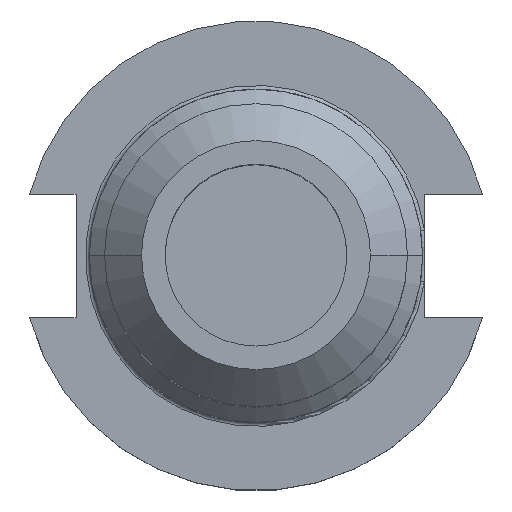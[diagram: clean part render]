
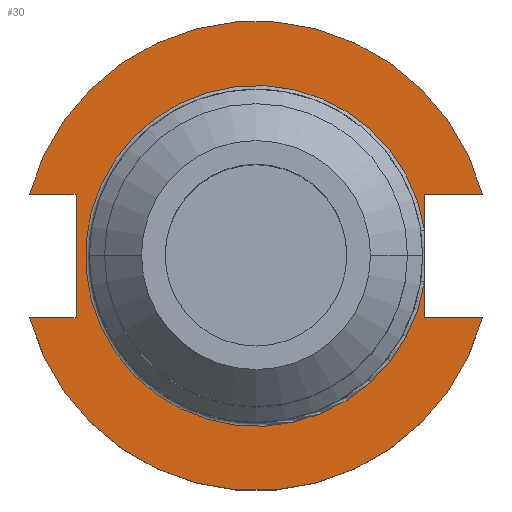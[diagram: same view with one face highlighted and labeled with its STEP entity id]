
A CAD part, top view. The second image highlights one B-rep face of the part: STEP entity #30.
In plain terms, the highlighted planar face has unit normal (0, 0, 1).
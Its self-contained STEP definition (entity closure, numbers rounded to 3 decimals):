
#23 = EDGE_CURVE ( 'NONE', #367, #475, #225, .T. ) ;
#30 = ADVANCED_FACE ( 'NONE', ( #1514 ), #860, .T. ) ;
#33 = EDGE_LOOP ( 'NONE', ( #914, #930, #505, #1672, #1447, #1294, #1565, #1130, #1272, #1323 ) ) ;
#42 = AXIS2_PLACEMENT_3D ( 'NONE', #651, #1079, #1618 ) ;
#65 = CARTESIAN_POINT ( 'NONE',  ( 35.306, 12.954, 19.05 ) ) ;
#84 = CARTESIAN_POINT ( 'NONE',  ( -63.719, 12.954, 19.05 ) ) ;
#97 = EDGE_CURVE ( 'NONE', #1280, #1562, #1122, .T. ) ;
#98 = CARTESIAN_POINT ( 'NONE',  ( 35.306, -12.954, 19.05 ) ) ;
#137 = VECTOR ( 'NONE', #726, 1000. ) ;
#193 = CIRCLE ( 'NONE', #1313, 49.212 ) ;
#225 = LINE ( 'NONE', #779, #137 ) ;
#244 = CARTESIAN_POINT ( 'NONE',  ( 35.306, -12.954, 19.05 ) ) ;
#256 = CIRCLE ( 'NONE', #42, 35.725 ) ;
#266 = CARTESIAN_POINT ( 'NONE',  ( 35.306, -5.455, 19.05 ) ) ;
#274 = VERTEX_POINT ( 'NONE', #1051 ) ;
#351 = DIRECTION ( 'NONE',  ( -1., 0., 0. ) ) ;
#367 = VERTEX_POINT ( 'NONE', #533 ) ;
#403 = DIRECTION ( 'NONE',  ( 1., 0., 0. ) ) ;
#406 = VERTEX_POINT ( 'NONE', #1524 ) ;
#417 = VECTOR ( 'NONE', #403, 1000. ) ;
#435 = CARTESIAN_POINT ( 'NONE',  ( 0., 0., 19.05 ) ) ;
#444 = EDGE_CURVE ( 'NONE', #274, #367, #1640, .T. ) ;
#449 = DIRECTION ( 'NONE',  ( 0., 0., 1. ) ) ;
#453 = DIRECTION ( 'NONE',  ( 1., 0., 0. ) ) ;
#462 = LINE ( 'NONE', #244, #417 ) ;
#474 = LINE ( 'NONE', #1310, #1351 ) ;
#475 = VERTEX_POINT ( 'NONE', #1361 ) ;
#505 = ORIENTED_EDGE ( 'NONE', *, *, #97, .F. ) ;
#510 = DIRECTION ( 'NONE',  ( 0., 0., 1. ) ) ;
#533 = CARTESIAN_POINT ( 'NONE',  ( -37.719, -12.954, 19.05 ) ) ;
#570 = CARTESIAN_POINT ( 'NONE',  ( -63.719, -12.954, 19.05 ) ) ;
#571 = LINE ( 'NONE', #578, #638 ) ;
#578 = CARTESIAN_POINT ( 'NONE',  ( 35.306, 12.954, 19.05 ) ) ;
#604 = EDGE_CURVE ( 'NONE', #274, #1715, #1688, .T. ) ;
#628 = CARTESIAN_POINT ( 'NONE',  ( 35.306, 12.954, 19.05 ) ) ;
#629 = CARTESIAN_POINT ( 'NONE',  ( 0., 49.212, 19.05 ) ) ;
#638 = VECTOR ( 'NONE', #971, 1000. ) ;
#651 = CARTESIAN_POINT ( 'NONE',  ( 0., 0., 19.05 ) ) ;
#695 = CARTESIAN_POINT ( 'NONE',  ( 47.477, 12.954, 19.05 ) ) ;
#714 = DIRECTION ( 'NONE',  ( 1., 0., 0. ) ) ;
#726 = DIRECTION ( 'NONE',  ( 0., 1., 0. ) ) ;
#729 = VERTEX_POINT ( 'NONE', #695 ) ;
#778 = CARTESIAN_POINT ( 'NONE',  ( 35.306, 5.455, 19.05 ) ) ;
#779 = CARTESIAN_POINT ( 'NONE',  ( -37.719, 12.954, 19.05 ) ) ;
#834 = EDGE_CURVE ( 'NONE', #1139, #1715, #462, .T. ) ;
#850 = VECTOR ( 'NONE', #1596, 1000. ) ;
#860 = PLANE ( 'NONE',  #980 ) ;
#908 = DIRECTION ( 'NONE',  ( 0., 0., 1. ) ) ;
#914 = ORIENTED_EDGE ( 'NONE', *, *, #1307, .F. ) ;
#930 = ORIENTED_EDGE ( 'NONE', *, *, #937, .T. ) ;
#937 = EDGE_CURVE ( 'NONE', #948, #1562, #256, .T. ) ;
#948 = VERTEX_POINT ( 'NONE', #266 ) ;
#971 = DIRECTION ( 'NONE',  ( 0., -1., 0. ) ) ;
#980 = AXIS2_PLACEMENT_3D ( 'NONE', #629, #908, #1001 ) ;
#1001 = DIRECTION ( 'NONE',  ( 1., 0., 0. ) ) ;
#1008 = AXIS2_PLACEMENT_3D ( 'NONE', #435, #449, #453 ) ;
#1044 = VECTOR ( 'NONE', #351, 1000. ) ;
#1051 = CARTESIAN_POINT ( 'NONE',  ( -47.477, -12.954, 19.05 ) ) ;
#1073 = LINE ( 'NONE', #84, #1044 ) ;
#1079 = DIRECTION ( 'NONE',  ( 0., 0., -1. ) ) ;
#1122 = LINE ( 'NONE', #65, #850 ) ;
#1126 = VECTOR ( 'NONE', #714, 1000. ) ;
#1130 = ORIENTED_EDGE ( 'NONE', *, *, #444, .F. ) ;
#1139 = VERTEX_POINT ( 'NONE', #98 ) ;
#1141 = EDGE_CURVE ( 'NONE', #475, #406, #1073, .T. ) ;
#1239 = DIRECTION ( 'NONE',  ( -1., 0., 0. ) ) ;
#1272 = ORIENTED_EDGE ( 'NONE', *, *, #604, .T. ) ;
#1280 = VERTEX_POINT ( 'NONE', #628 ) ;
#1294 = ORIENTED_EDGE ( 'NONE', *, *, #1141, .F. ) ;
#1307 = EDGE_CURVE ( 'NONE', #948, #1139, #571, .T. ) ;
#1310 = CARTESIAN_POINT ( 'NONE',  ( 35.306, 12.954, 19.05 ) ) ;
#1313 = AXIS2_PLACEMENT_3D ( 'NONE', #1465, #510, #1498 ) ;
#1323 = ORIENTED_EDGE ( 'NONE', *, *, #834, .F. ) ;
#1351 = VECTOR ( 'NONE', #1239, 1000. ) ;
#1361 = CARTESIAN_POINT ( 'NONE',  ( -37.719, 12.954, 19.05 ) ) ;
#1447 = ORIENTED_EDGE ( 'NONE', *, *, #1471, .T. ) ;
#1465 = CARTESIAN_POINT ( 'NONE',  ( 0., 0., 19.05 ) ) ;
#1471 = EDGE_CURVE ( 'NONE', #729, #406, #193, .T. ) ;
#1498 = DIRECTION ( 'NONE',  ( 1., 0., 0. ) ) ;
#1514 = FACE_OUTER_BOUND ( 'NONE', #33, .T. ) ;
#1524 = CARTESIAN_POINT ( 'NONE',  ( -47.477, 12.954, 19.05 ) ) ;
#1544 = EDGE_CURVE ( 'NONE', #729, #1280, #474, .T. ) ;
#1562 = VERTEX_POINT ( 'NONE', #778 ) ;
#1565 = ORIENTED_EDGE ( 'NONE', *, *, #23, .F. ) ;
#1596 = DIRECTION ( 'NONE',  ( 0., -1., 0. ) ) ;
#1618 = DIRECTION ( 'NONE',  ( 1., 0., 0. ) ) ;
#1639 = CARTESIAN_POINT ( 'NONE',  ( 47.477, -12.954, 19.05 ) ) ;
#1640 = LINE ( 'NONE', #570, #1126 ) ;
#1672 = ORIENTED_EDGE ( 'NONE', *, *, #1544, .F. ) ;
#1688 = CIRCLE ( 'NONE', #1008, 49.212 ) ;
#1715 = VERTEX_POINT ( 'NONE', #1639 ) ;
